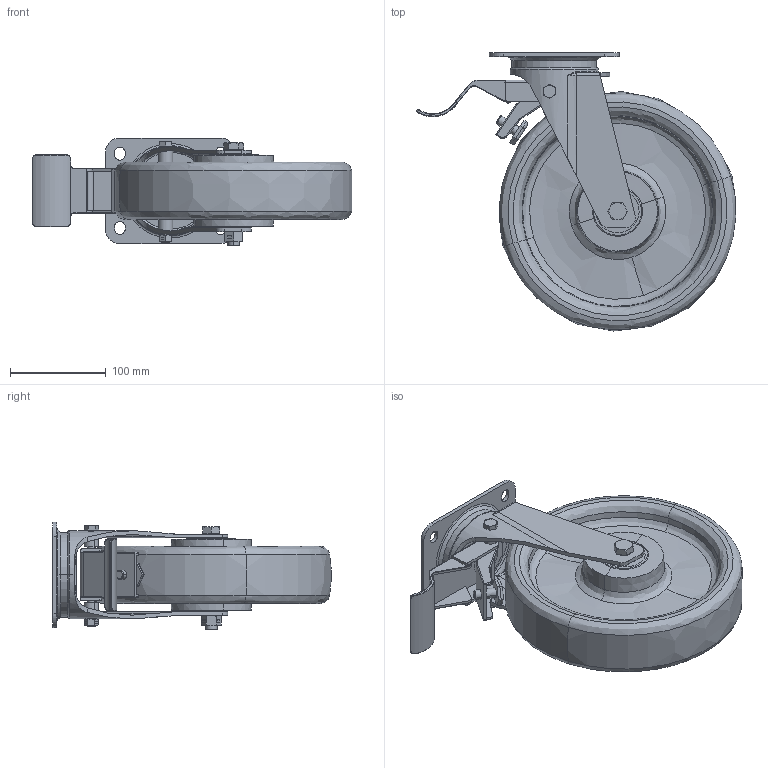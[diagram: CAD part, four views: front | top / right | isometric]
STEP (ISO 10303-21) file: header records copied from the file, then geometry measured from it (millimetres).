
FILE_DESCRIPTION (( 'STEP AP214' ), '1' );
FILE_NAME ('0029421_L-IK-TPKH-250-K-3-DSV.STEP', '2016-07-13T12:26:19', ( '' ), ( '' ), 'SwSTEP 2.0', 'SolidWorks 2016', '' );
FILE_SCHEMA (( 'AUTOMOTIVE_DESIGN' ));
Length unit declared in the file: millimetre
Products named in the file (1): 0029421_L-IK-TPKH-250-K-3-DSV
Bounding box: 332.98 x 289.75 x 112.5 mm (x, y, z)
Surface area: 321257.7 mm2 (no closed solid volume)
Topology: 0 solids, 24 shells, 449 faces, 1146 edges, 726 vertices
Faces by surface type: plane 164, cylinder 124, torus 57, cone 52, bspline 52
Entity records: 21436 total; most frequent: CARTESIAN_POINT 5828, DIRECTION 2254, ORIENTED_EDGE 2110, EDGE_CURVE 1144, AXIS2_PLACEMENT_3D 886, VERTEX_POINT 726, EDGE_LOOP 507, CIRCLE 488
